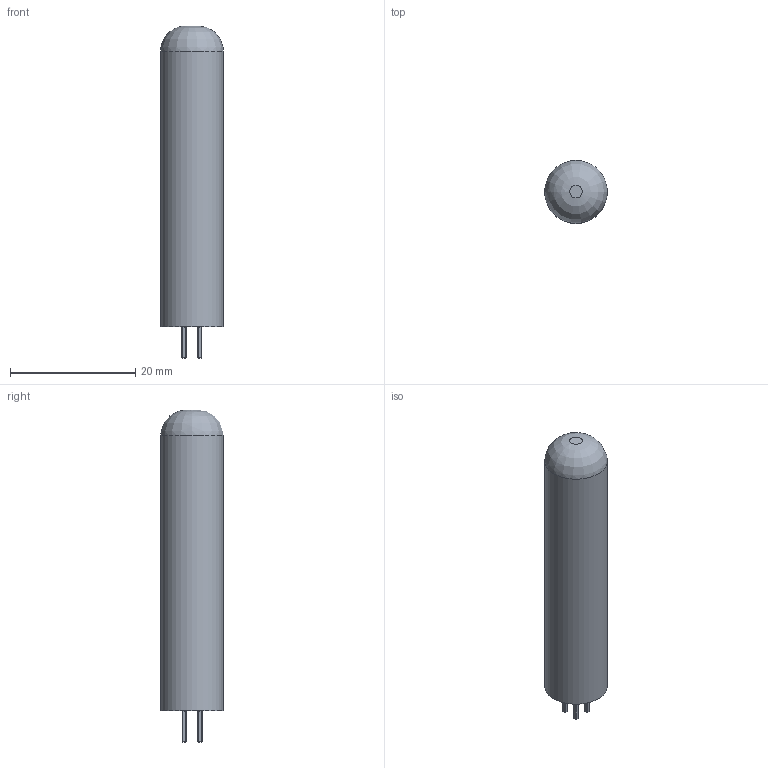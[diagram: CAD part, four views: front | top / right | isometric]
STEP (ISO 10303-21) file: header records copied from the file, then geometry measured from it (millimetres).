
FILE_DESCRIPTION(('FreeCAD Model'),'2;1');
FILE_NAME('Open CASCADE Shape Model','2023-08-05T23:08:27',(''),(''), 'Open CASCADE STEP processor 7.6','FreeCAD','Unknown');
FILE_SCHEMA(('AUTOMOTIVE_DESIGN { 1 0 10303 214 1 1 1 1 }'));
Length unit declared in the file: millimetre
Products named in the file (6): Unnamed; Array; single_pin; Body; colon_tube_body; colon_tube_sketch
Assembly tree (8 placements, depth 3):
  Unnamed
    Array
      single_pin  x4
    Body
    colon_tube_body
    colon_tube_sketch
Bounding box: 10 x 10 x 53 mm (x, y, z)
Surface area: 3257.3 mm2
Topology: 6 solids, 6 shells, 112 faces, 207 edges, 112 vertices
Faces by surface type: plane 108, cylinder 2, revolution 2
Full cylindrical faces by diameter (mm): 10 x2
Entity records: 1761 total; most frequent: DIRECTION 276, CARTESIAN_POINT 264, LINE 166, VECTOR 166, ORIENTED_EDGE 116, PCURVE 116, DEFINITIONAL_REPRESENTATION 116, EDGE_CURVE 58
